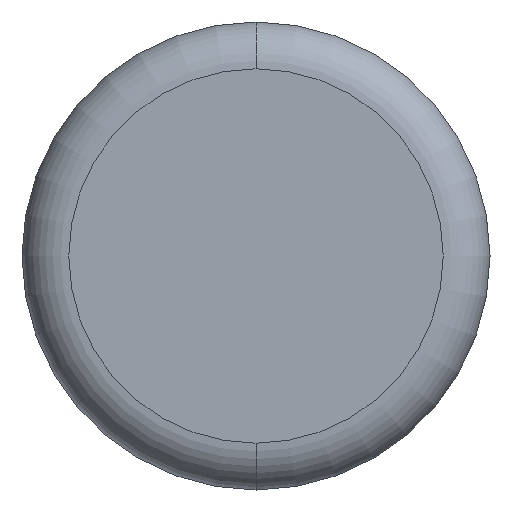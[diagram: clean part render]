
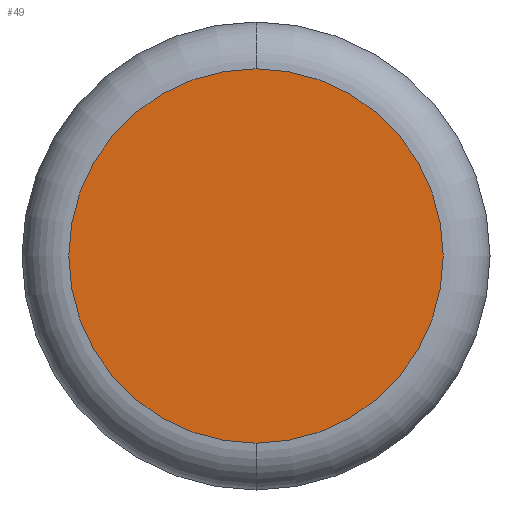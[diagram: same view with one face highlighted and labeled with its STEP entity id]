
A CAD part, front view. The second image highlights one B-rep face of the part: STEP entity #49.
In plain terms, the highlighted planar face has unit normal (0, -1, 0).
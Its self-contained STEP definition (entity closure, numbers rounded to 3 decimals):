
#23 = DIRECTION ( 'NONE',  ( 0., 0., 1. ) ) ;
#40 = ORIENTED_EDGE ( 'NONE', *, *, #145, .T. ) ;
#47 = CARTESIAN_POINT ( 'NONE',  ( 0., 0., 0. ) ) ;
#49 = ADVANCED_FACE ( 'NONE', ( #219 ), #189, .F. ) ;
#52 = DIRECTION ( 'NONE',  ( 0., 0., 1. ) ) ;
#76 = CARTESIAN_POINT ( 'NONE',  ( 0., 0., 0. ) ) ;
#79 = EDGE_LOOP ( 'NONE', ( #40, #216 ) ) ;
#81 = CARTESIAN_POINT ( 'NONE',  ( 0., 0., 0. ) ) ;
#84 = DIRECTION ( 'NONE',  ( 0., -1., 0. ) ) ;
#90 = CIRCLE ( 'NONE', #172, 2. ) ;
#97 = CIRCLE ( 'NONE', #212, 2. ) ;
#133 = VERTEX_POINT ( 'NONE', #160 ) ;
#137 = EDGE_CURVE ( 'NONE', #166, #133, #90, .T. ) ;
#145 = EDGE_CURVE ( 'NONE', #133, #166, #97, .T. ) ;
#148 = DIRECTION ( 'NONE',  ( 0., 1., 0. ) ) ;
#158 = CARTESIAN_POINT ( 'NONE',  ( 0., 0., -2. ) ) ;
#159 = DIRECTION ( 'NONE',  ( 0., -1., 0. ) ) ;
#160 = CARTESIAN_POINT ( 'NONE',  ( 0., 0., 2. ) ) ;
#166 = VERTEX_POINT ( 'NONE', #158 ) ;
#172 = AXIS2_PLACEMENT_3D ( 'NONE', #47, #159, #194 ) ;
#189 = PLANE ( 'NONE',  #207 ) ;
#194 = DIRECTION ( 'NONE',  ( 0., 0., 1. ) ) ;
#207 = AXIS2_PLACEMENT_3D ( 'NONE', #76, #148, #23 ) ;
#212 = AXIS2_PLACEMENT_3D ( 'NONE', #81, #84, #52 ) ;
#216 = ORIENTED_EDGE ( 'NONE', *, *, #137, .T. ) ;
#219 = FACE_OUTER_BOUND ( 'NONE', #79, .T. ) ;
